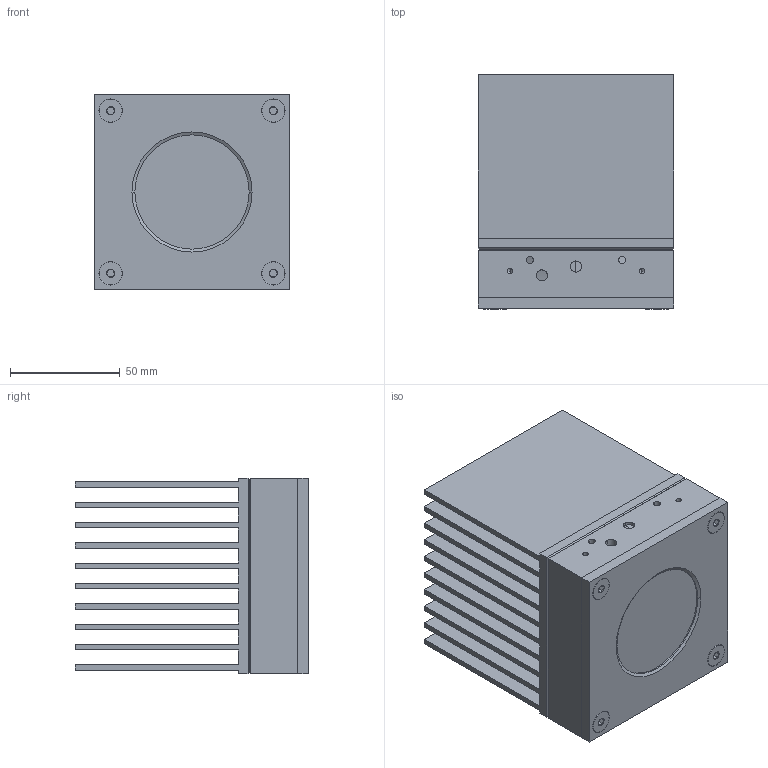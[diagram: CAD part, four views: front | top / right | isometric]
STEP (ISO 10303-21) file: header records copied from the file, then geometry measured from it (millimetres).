
FILE_DESCRIPTION (( 'STEP AP214' ), '1' );
FILE_NAME ('STEP UP55N-100H-QED-D0.STEP', '2018-09-10T17:33:16', ( '' ), ( '' ), 'SwSTEP 2.0', 'SolidWorks 2018', '' );
FILE_SCHEMA (( 'AUTOMOTIVE_DESIGN' ));
Length unit declared in the file: millimetre
Products named in the file (1): STEP UP55N-100H-QED-D0
Bounding box: 89 x 106.36 x 89 mm (x, y, z)
Volume: 413920.6 mm3; surface area: 202956.9 mm2
Topology: 8 solids, 8 shells, 514 faces, 1319 edges, 842 vertices
Faces by surface type: cylinder 299, plane 105, cone 90, bspline 12, torus 8
Entity records: 39686 total; most frequent: CARTESIAN_POINT 22798, ORIENTED_EDGE 2638, DIRECTION 1999, EDGE_CURVE 1319, VERTEX_POINT 842, AXIS2_PLACEMENT_3D 721, EDGE_LOOP 561, LINE 557
